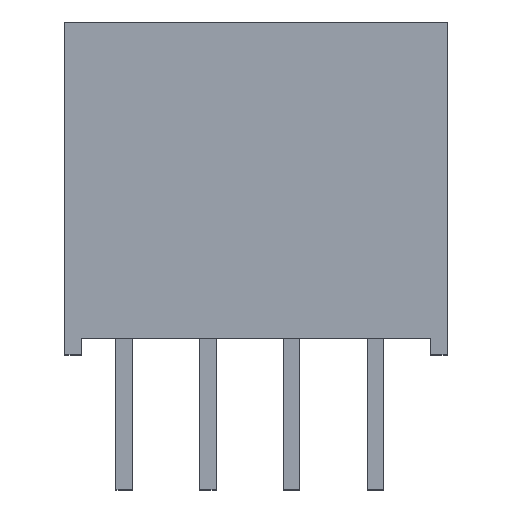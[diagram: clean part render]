
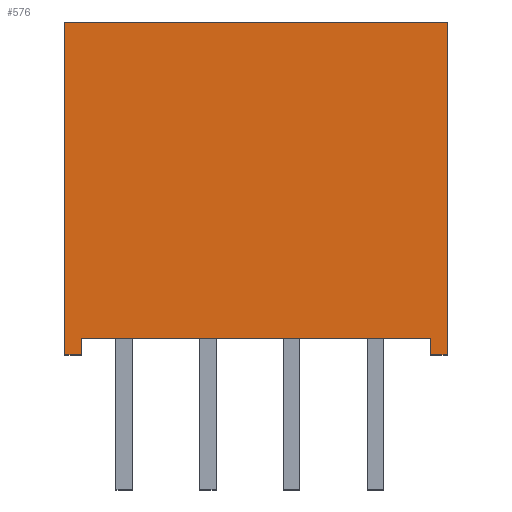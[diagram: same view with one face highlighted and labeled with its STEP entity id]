
A CAD part, top view. The second image highlights one B-rep face of the part: STEP entity #576.
In plain terms, the highlighted planar face has unit normal (0, 0, 1).
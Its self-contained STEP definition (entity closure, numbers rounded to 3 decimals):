
#129=DIRECTION('',(0.,-1.,0.));
#130=VECTOR('',#129,10.1);
#131=CARTESIAN_POINT('',(-5.8,0.,6.));
#132=LINE('',#131,#130);
#133=DIRECTION('',(-1.,0.,0.));
#134=VECTOR('',#133,11.6);
#135=CARTESIAN_POINT('',(5.8,0.,6.));
#136=LINE('',#135,#134);
#137=DIRECTION('',(0.,1.,0.));
#138=VECTOR('',#137,10.1);
#139=CARTESIAN_POINT('',(5.8,-10.1,6.));
#140=LINE('',#139,#138);
#141=DIRECTION('',(1.,0.,0.));
#142=VECTOR('',#141,0.5);
#143=CARTESIAN_POINT('',(5.3,-10.1,6.));
#144=LINE('',#143,#142);
#145=DIRECTION('',(0.,-1.,0.));
#146=VECTOR('',#145,0.5);
#147=CARTESIAN_POINT('',(5.3,-9.6,6.));
#148=LINE('',#147,#146);
#149=DIRECTION('',(1.,0.,0.));
#150=VECTOR('',#149,10.6);
#151=CARTESIAN_POINT('',(-5.3,-9.6,6.));
#152=LINE('',#151,#150);
#153=DIRECTION('',(0.,1.,0.));
#154=VECTOR('',#153,0.5);
#155=CARTESIAN_POINT('',(-5.3,-10.1,6.));
#156=LINE('',#155,#154);
#157=DIRECTION('',(1.,0.,0.));
#158=VECTOR('',#157,0.5);
#159=CARTESIAN_POINT('',(-5.8,-10.1,6.));
#160=LINE('',#159,#158);
#305=CARTESIAN_POINT('',(-5.8,0.,6.));
#306=CARTESIAN_POINT('',(-5.8,-10.1,6.));
#307=VERTEX_POINT('',#305);
#308=VERTEX_POINT('',#306);
#309=CARTESIAN_POINT('',(-5.3,-10.1,6.));
#310=VERTEX_POINT('',#309);
#311=CARTESIAN_POINT('',(-5.3,-9.6,6.));
#312=VERTEX_POINT('',#311);
#313=CARTESIAN_POINT('',(5.3,-9.6,6.));
#314=VERTEX_POINT('',#313);
#315=CARTESIAN_POINT('',(5.3,-10.1,6.));
#316=VERTEX_POINT('',#315);
#317=CARTESIAN_POINT('',(5.8,-10.1,6.));
#318=VERTEX_POINT('',#317);
#319=CARTESIAN_POINT('',(5.8,0.,6.));
#320=VERTEX_POINT('',#319);
#561=CARTESIAN_POINT('',(0.,0.,6.));
#562=DIRECTION('',(0.,0.,1.));
#563=DIRECTION('',(1.,0.,0.));
#564=AXIS2_PLACEMENT_3D('',#561,#562,#563);
#565=PLANE('',#564);
#566=ORIENTED_EDGE('',*,*,#417,.F.);
#567=ORIENTED_EDGE('',*,*,#432,.F.);
#568=ORIENTED_EDGE('',*,*,#446,.F.);
#569=ORIENTED_EDGE('',*,*,#460,.F.);
#570=ORIENTED_EDGE('',*,*,#474,.F.);
#571=ORIENTED_EDGE('',*,*,#488,.F.);
#572=ORIENTED_EDGE('',*,*,#542,.F.);
#573=ORIENTED_EDGE('',*,*,#555,.F.);
#574=EDGE_LOOP('',(#566,#567,#568,#569,#570,#571,#572,#573));
#575=FACE_OUTER_BOUND('',#574,.F.);
#576=ADVANCED_FACE('',(#575),#565,.T.);
#417=EDGE_CURVE('',#307,#308,#132,.T.);
#432=EDGE_CURVE('',#320,#307,#136,.T.);
#446=EDGE_CURVE('',#318,#320,#140,.T.);
#460=EDGE_CURVE('',#316,#318,#144,.T.);
#474=EDGE_CURVE('',#314,#316,#148,.T.);
#488=EDGE_CURVE('',#312,#314,#152,.T.);
#542=EDGE_CURVE('',#310,#312,#156,.T.);
#555=EDGE_CURVE('',#308,#310,#160,.T.);
